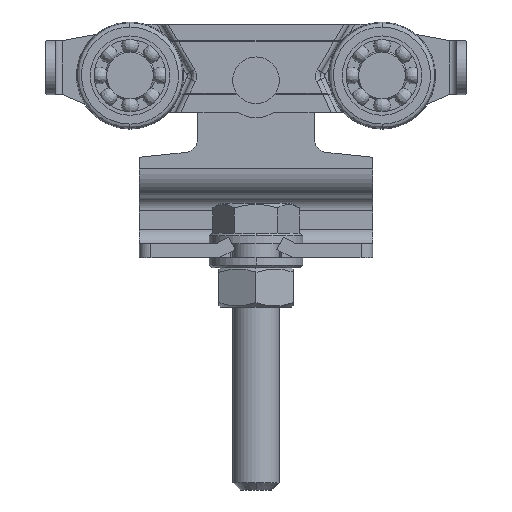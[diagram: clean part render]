
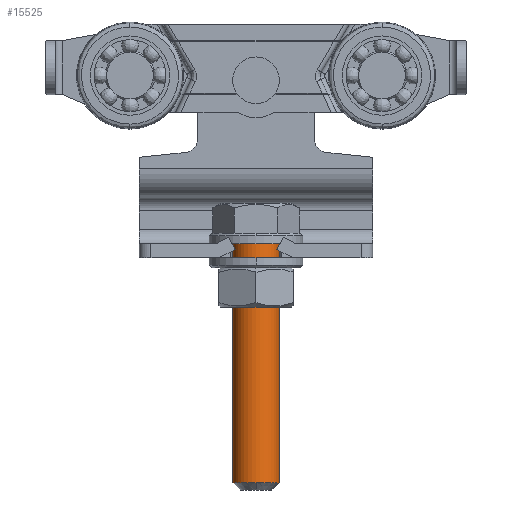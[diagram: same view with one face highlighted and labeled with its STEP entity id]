
A CAD part, front view. The second image highlights one B-rep face of the part: STEP entity #15525.
In plain terms, the highlighted cylindrical face has radius 5 mm (diameter 10 mm), a partial arc.
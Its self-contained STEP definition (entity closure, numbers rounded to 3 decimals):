
#179 = VECTOR ( 'NONE', #22128, 1000. ) ;
#483 = ORIENTED_EDGE ( 'NONE', *, *, #7832, .T. ) ;
#761 = CARTESIAN_POINT ( 'NONE',  ( 0., 0., -86.2 ) ) ;
#1038 = DIRECTION ( 'NONE',  ( 0., 0., -1. ) ) ;
#1763 = DIRECTION ( 'NONE',  ( 1., 0., 0. ) ) ;
#2287 = DIRECTION ( 'NONE',  ( 0., 0., 1. ) ) ;
#2692 = CARTESIAN_POINT ( 'NONE',  ( 0., 0., -32.8 ) ) ;
#2804 = DIRECTION ( 'NONE',  ( 1., 0., 0. ) ) ;
#3159 = EDGE_LOOP ( 'NONE', ( #13985, #483, #10498, #12062, #21280 ) ) ;
#3924 = CARTESIAN_POINT ( 'NONE',  ( 0., 0., -86.2 ) ) ;
#4718 = CARTESIAN_POINT ( 'NONE',  ( 0., -5., -86.2 ) ) ;
#4929 = AXIS2_PLACEMENT_3D ( 'NONE', #3924, #17047, #1763 ) ;
#5827 = DIRECTION ( 'NONE',  ( 1., 0., 0. ) ) ;
#5922 = AXIS2_PLACEMENT_3D ( 'NONE', #2692, #1038, #2804 ) ;
#6318 = EDGE_CURVE ( 'NONE', #22438, #15022, #21312, .T. ) ;
#7832 = EDGE_CURVE ( 'NONE', #23265, #24925, #13400, .T. ) ;
#8111 = AXIS2_PLACEMENT_3D ( 'NONE', #761, #2287, #23698 ) ;
#8716 = CARTESIAN_POINT ( 'NONE',  ( 5., 0., -26.4 ) ) ;
#8756 = CIRCLE ( 'NONE', #5922, 5. ) ;
#8771 = FACE_OUTER_BOUND ( 'NONE', #3159, .T. ) ;
#9365 = EDGE_CURVE ( 'NONE', #23265, #13714, #18086, .T. ) ;
#9422 = EDGE_CURVE ( 'NONE', #15022, #13714, #8756, .T. ) ;
#10498 = ORIENTED_EDGE ( 'NONE', *, *, #22292, .T. ) ;
#12062 = ORIENTED_EDGE ( 'NONE', *, *, #6318, .T. ) ;
#13400 = CIRCLE ( 'NONE', #4929, 5. ) ;
#13714 = VERTEX_POINT ( 'NONE', #14032 ) ;
#13985 = ORIENTED_EDGE ( 'NONE', *, *, #9365, .F. ) ;
#14032 = CARTESIAN_POINT ( 'NONE',  ( -5., 0., -32.8 ) ) ;
#14679 = CARTESIAN_POINT ( 'NONE',  ( 5., 0., -86.2 ) ) ;
#14832 = CARTESIAN_POINT ( 'NONE',  ( -5., 0., -26.4 ) ) ;
#15022 = VERTEX_POINT ( 'NONE', #21444 ) ;
#15525 = ADVANCED_FACE ( 'NONE', ( #8771 ), #16332, .T. ) ;
#16332 = CYLINDRICAL_SURFACE ( 'NONE', #21409, 5. ) ;
#16438 = CARTESIAN_POINT ( 'NONE',  ( 0., 0., -26.4 ) ) ;
#16689 = DIRECTION ( 'NONE',  ( 0., 0., 1. ) ) ;
#17047 = DIRECTION ( 'NONE',  ( 0., 0., 1. ) ) ;
#17593 = VECTOR ( 'NONE', #16689, 1000. ) ;
#18086 = LINE ( 'NONE', #14832, #17593 ) ;
#18550 = CIRCLE ( 'NONE', #8111, 5. ) ;
#21250 = CARTESIAN_POINT ( 'NONE',  ( -5., 0., -86.2 ) ) ;
#21280 = ORIENTED_EDGE ( 'NONE', *, *, #9422, .T. ) ;
#21312 = LINE ( 'NONE', #8716, #179 ) ;
#21409 = AXIS2_PLACEMENT_3D ( 'NONE', #16438, #24077, #5827 ) ;
#21444 = CARTESIAN_POINT ( 'NONE',  ( 5., 0., -32.8 ) ) ;
#22128 = DIRECTION ( 'NONE',  ( 0., 0., 1. ) ) ;
#22292 = EDGE_CURVE ( 'NONE', #24925, #22438, #18550, .T. ) ;
#22438 = VERTEX_POINT ( 'NONE', #14679 ) ;
#23265 = VERTEX_POINT ( 'NONE', #21250 ) ;
#23698 = DIRECTION ( 'NONE',  ( 1., 0., 0. ) ) ;
#24077 = DIRECTION ( 'NONE',  ( 0., 0., 1. ) ) ;
#24925 = VERTEX_POINT ( 'NONE', #4718 ) ;
